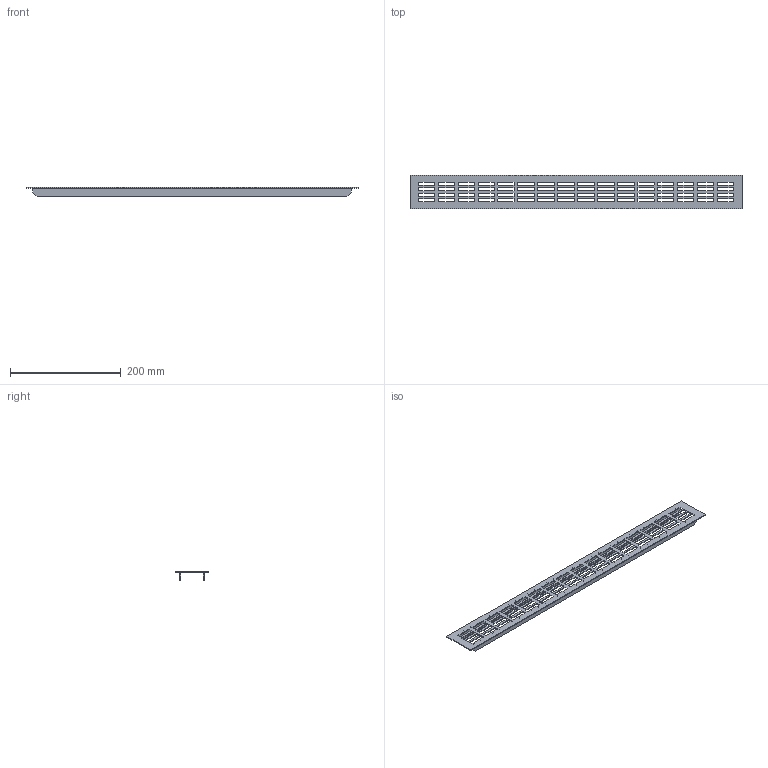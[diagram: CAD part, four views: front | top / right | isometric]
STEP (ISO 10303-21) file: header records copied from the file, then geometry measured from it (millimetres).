
FILE_DESCRIPTION (( 'STEP AP214' ), '1' );
FILE_NAME ('F000954,F000977,F001000_3D.step', '2022-08-15T13:44:19', ( '' ), ( '' ), 'SwSTEP 2.0', 'SolidWorks 2020', '' );
FILE_SCHEMA (( 'AUTOMOTIVE_DESIGN' ));
Length unit declared in the file: millimetre
Products named in the file (1): F000954,F000977,F001000_3D
Bounding box: 600 x 60 x 16.5 mm (x, y, z)
Volume: 71106.4 mm3; surface area: 92183.6 mm2
Topology: 1 solids, 1 shells, 532 faces, 1584 edges, 1056 vertices
Faces by surface type: plane 276, cylinder 256
Entity records: 18270 total; most frequent: CARTESIAN_POINT 3173, ORIENTED_EDGE 3168, DIRECTION 3162, EDGE_CURVE 1584, LINE 1072, VECTOR 1072, VERTEX_POINT 1056, AXIS2_PLACEMENT_3D 1045
